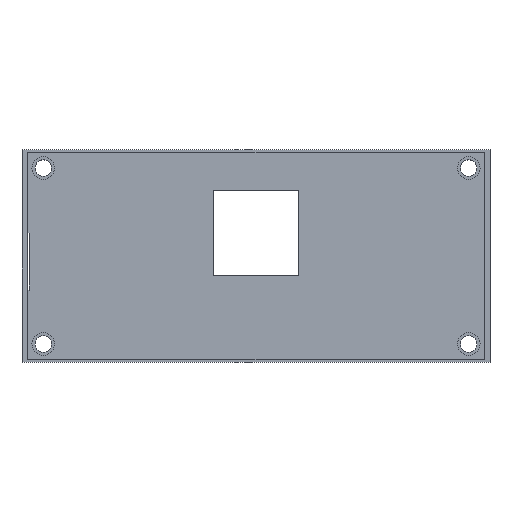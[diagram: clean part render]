
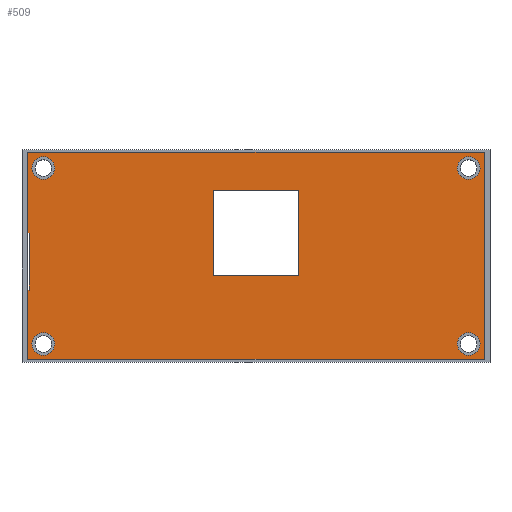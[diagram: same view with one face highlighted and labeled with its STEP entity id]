
A CAD part, top view. The second image highlights one B-rep face of the part: STEP entity #509.
In plain terms, the highlighted planar face has unit normal (0, 0, 1).
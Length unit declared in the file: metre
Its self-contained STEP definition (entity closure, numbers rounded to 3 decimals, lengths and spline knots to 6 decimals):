
#20=CIRCLE('',#553,0.002);
#21=CIRCLE('',#554,0.002);
#22=CIRCLE('',#555,0.002);
#23=CIRCLE('',#556,0.002);
#64=ORIENTED_EDGE('',*,*,#186,.F.);
#65=ORIENTED_EDGE('',*,*,#187,.F.);
#66=ORIENTED_EDGE('',*,*,#188,.F.);
#67=ORIENTED_EDGE('',*,*,#189,.F.);
#68=ORIENTED_EDGE('',*,*,#190,.F.);
#69=ORIENTED_EDGE('',*,*,#176,.F.);
#70=ORIENTED_EDGE('',*,*,#180,.T.);
#71=ORIENTED_EDGE('',*,*,#183,.T.);
#72=ORIENTED_EDGE('',*,*,#191,.F.);
#73=ORIENTED_EDGE('',*,*,#192,.F.);
#74=ORIENTED_EDGE('',*,*,#193,.T.);
#75=ORIENTED_EDGE('',*,*,#194,.T.);
#76=ORIENTED_EDGE('',*,*,#166,.F.);
#77=ORIENTED_EDGE('',*,*,#170,.T.);
#78=ORIENTED_EDGE('',*,*,#173,.T.);
#79=ORIENTED_EDGE('',*,*,#185,.F.);
#166=EDGE_CURVE('',#230,#231,#278,.T.);
#170=EDGE_CURVE('',#230,#233,#282,.T.);
#173=EDGE_CURVE('',#233,#235,#285,.T.);
#176=EDGE_CURVE('',#238,#239,#288,.T.);
#180=EDGE_CURVE('',#238,#241,#292,.T.);
#183=EDGE_CURVE('',#241,#243,#295,.T.);
#185=EDGE_CURVE('',#231,#235,#297,.T.);
#186=EDGE_CURVE('',#244,#244,#20,.T.);
#187=EDGE_CURVE('',#245,#245,#21,.T.);
#188=EDGE_CURVE('',#246,#246,#22,.T.);
#189=EDGE_CURVE('',#247,#247,#23,.T.);
#190=EDGE_CURVE('',#239,#248,#298,.T.);
#191=EDGE_CURVE('',#249,#243,#299,.T.);
#192=EDGE_CURVE('',#250,#249,#300,.T.);
#193=EDGE_CURVE('',#250,#251,#301,.T.);
#194=EDGE_CURVE('',#251,#248,#302,.T.);
#230=VERTEX_POINT('',#739);
#231=VERTEX_POINT('',#741);
#233=VERTEX_POINT('',#747);
#235=VERTEX_POINT('',#753);
#238=VERTEX_POINT('',#760);
#239=VERTEX_POINT('',#762);
#241=VERTEX_POINT('',#768);
#243=VERTEX_POINT('',#774);
#244=VERTEX_POINT('',#781);
#245=VERTEX_POINT('',#783);
#246=VERTEX_POINT('',#785);
#247=VERTEX_POINT('',#787);
#248=VERTEX_POINT('',#789);
#249=VERTEX_POINT('',#791);
#250=VERTEX_POINT('',#793);
#251=VERTEX_POINT('',#795);
#278=LINE('',#740,#326);
#282=LINE('',#748,#330);
#285=LINE('',#754,#333);
#288=LINE('',#761,#336);
#292=LINE('',#769,#340);
#295=LINE('',#775,#343);
#297=LINE('',#778,#345);
#298=LINE('',#788,#346);
#299=LINE('',#790,#347);
#300=LINE('',#792,#348);
#301=LINE('',#794,#349);
#302=LINE('',#796,#350);
#326=VECTOR('',#597,1.);
#330=VECTOR('',#603,1.);
#333=VECTOR('',#608,1.);
#336=VECTOR('',#613,1.);
#340=VECTOR('',#619,1.);
#343=VECTOR('',#624,1.);
#345=VECTOR('',#628,1.);
#346=VECTOR('',#639,1.);
#347=VECTOR('',#640,1.);
#348=VECTOR('',#641,1.);
#349=VECTOR('',#642,1.);
#350=VECTOR('',#643,1.);
#379=EDGE_LOOP('',(#64));
#380=EDGE_LOOP('',(#65));
#381=EDGE_LOOP('',(#66));
#382=EDGE_LOOP('',(#67));
#383=EDGE_LOOP('',(#68,#69,#70,#71,#72,#73,#74,#75));
#384=EDGE_LOOP('',(#76,#77,#78,#79));
#433=FACE_BOUND('',#379,.T.);
#434=FACE_BOUND('',#380,.T.);
#435=FACE_BOUND('',#381,.T.);
#436=FACE_BOUND('',#382,.T.);
#437=FACE_BOUND('',#383,.T.);
#438=FACE_BOUND('',#384,.T.);
#487=PLANE('',#552);
#509=ADVANCED_FACE('',(#433,#434,#435,#436,#437,#438),#487,.T.);
#552=AXIS2_PLACEMENT_3D('',#779,#629,#630);
#553=AXIS2_PLACEMENT_3D('',#780,#631,#632);
#554=AXIS2_PLACEMENT_3D('',#782,#633,#634);
#555=AXIS2_PLACEMENT_3D('',#784,#635,#636);
#556=AXIS2_PLACEMENT_3D('',#786,#637,#638);
#597=DIRECTION('',(0.,1.,0.));
#603=DIRECTION('',(-1.,0.,0.));
#608=DIRECTION('',(0.,1.,0.));
#613=DIRECTION('',(-1.,0.,0.));
#619=DIRECTION('',(0.,-1.,0.));
#624=DIRECTION('',(-1.,0.,0.));
#628=DIRECTION('',(-1.,0.,0.));
#629=DIRECTION('',(0.,0.,1.));
#630=DIRECTION('',(1.,0.,0.));
#631=DIRECTION('',(0.,0.,1.));
#632=DIRECTION('',(1.,0.,0.));
#633=DIRECTION('',(0.,0.,1.));
#634=DIRECTION('',(1.,0.,0.));
#635=DIRECTION('',(0.,0.,1.));
#636=DIRECTION('',(1.,0.,0.));
#637=DIRECTION('',(0.,0.,1.));
#638=DIRECTION('',(1.,0.,0.));
#639=DIRECTION('',(0.,1.,0.));
#640=DIRECTION('',(0.,1.,0.));
#641=DIRECTION('',(-1.,0.,0.));
#642=DIRECTION('',(0.,1.,0.));
#643=DIRECTION('',(-1.,0.,0.));
#739=CARTESIAN_POINT('',(0.,0.009062,0.0073));
#740=CARTESIAN_POINT('',(0.,0.016562,0.0073));
#741=CARTESIAN_POINT('',(0.,0.024062,0.0073));
#747=CARTESIAN_POINT('',(-0.015,0.009062,0.0073));
#748=CARTESIAN_POINT('',(-0.0075,0.009062,0.0073));
#753=CARTESIAN_POINT('',(-0.015,0.024062,0.0073));
#754=CARTESIAN_POINT('',(-0.015,0.016562,0.0073));
#760=CARTESIAN_POINT('',(-0.0475,0.01645,0.0073));
#761=CARTESIAN_POINT('',(-0.047627,0.01645,0.0073));
#762=CARTESIAN_POINT('',(-0.047754,0.01645,0.0073));
#768=CARTESIAN_POINT('',(-0.0475,0.00645,0.0073));
#769=CARTESIAN_POINT('',(-0.0475,0.01145,0.0073));
#774=CARTESIAN_POINT('',(-0.047754,0.00645,0.0073));
#775=CARTESIAN_POINT('',(-0.047627,0.00645,0.0073));
#778=CARTESIAN_POINT('',(-0.0075,0.024062,0.0073));
#779=CARTESIAN_POINT('',(-0.0075,0.002677,0.0073));
#780=CARTESIAN_POINT('',(0.03,-0.00305,0.0073));
#781=CARTESIAN_POINT('',(0.032,-0.00305,0.0073));
#782=CARTESIAN_POINT('',(0.03,0.02795,0.0073));
#783=CARTESIAN_POINT('',(0.032,0.02795,0.0073));
#784=CARTESIAN_POINT('',(-0.045,0.02795,0.0073));
#785=CARTESIAN_POINT('',(-0.043,0.02795,0.0073));
#786=CARTESIAN_POINT('',(-0.045,-0.00305,0.0073));
#787=CARTESIAN_POINT('',(-0.043,-0.00305,0.0073));
#788=CARTESIAN_POINT('',(-0.047754,0.023577,0.0073));
#789=CARTESIAN_POINT('',(-0.047754,0.030704,0.0073));
#790=CARTESIAN_POINT('',(-0.047754,0.000323,0.0073));
#791=CARTESIAN_POINT('',(-0.047754,-0.005804,0.0073));
#792=CARTESIAN_POINT('',(-0.0075,-0.005804,0.0073));
#793=CARTESIAN_POINT('',(0.032754,-0.005804,0.0073));
#794=CARTESIAN_POINT('',(0.032754,0.01245,0.0073));
#795=CARTESIAN_POINT('',(0.032754,0.030704,0.0073));
#796=CARTESIAN_POINT('',(-0.0075,0.030704,0.0073));
